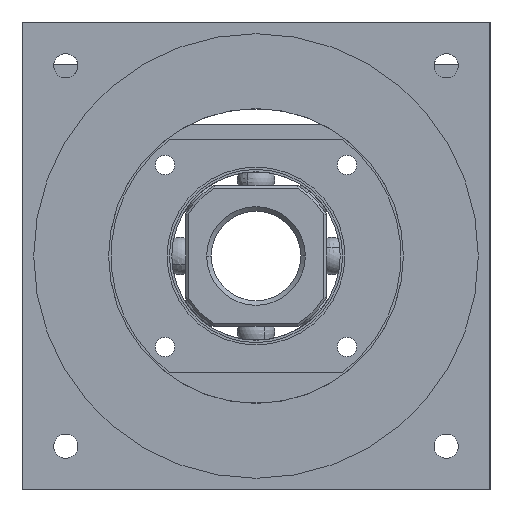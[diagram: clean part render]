
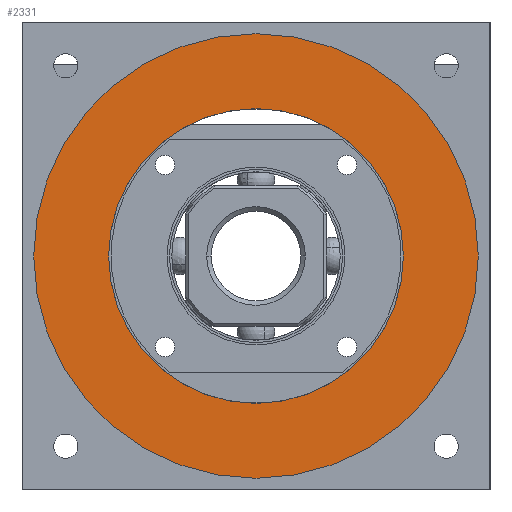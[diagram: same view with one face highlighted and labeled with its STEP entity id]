
A CAD part, left-side view. The second image highlights one B-rep face of the part: STEP entity #2331.
In plain terms, the highlighted planar face has unit normal (-1, 0, 0).
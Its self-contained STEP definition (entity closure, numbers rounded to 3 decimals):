
#1397=CARTESIAN_POINT('Axis2P3D Location',(20.,0.,0.)) ;
#1401=CARTESIAN_POINT('Vertex',(20.,31.5,0.)) ;
#1403=CARTESIAN_POINT('Vertex',(20.,-31.5,0.)) ;
#1495=CARTESIAN_POINT('Axis2P3D Location',(20.,0.,0.)) ;
#1729=CARTESIAN_POINT('Vertex',(20.,-47.5,0.)) ;
#1736=CARTESIAN_POINT('Vertex',(20.,47.5,0.)) ;
#1739=CARTESIAN_POINT('Axis2P3D Location',(20.,0.,0.)) ;
#1751=CARTESIAN_POINT('Axis2P3D Location',(20.,0.,0.)) ;
#2318=CARTESIAN_POINT('Axis2P3D Location',(20.,0.,0.)) ;
#1398=DIRECTION('Axis2P3D Direction',(-1.,0.,0.)) ;
#1496=DIRECTION('Axis2P3D Direction',(-1.,0.,0.)) ;
#1740=DIRECTION('Axis2P3D Direction',(-1.,0.,0.)) ;
#1752=DIRECTION('Axis2P3D Direction',(-1.,0.,0.)) ;
#2319=DIRECTION('Axis2P3D Direction',(-1.,0.,0.)) ;
#2320=DIRECTION('Axis2P3D XDirection',(0.,-1.,0.)) ;
#1399=AXIS2_PLACEMENT_3D('Circle Axis2P3D',#1397,#1398,$) ;
#1497=AXIS2_PLACEMENT_3D('Circle Axis2P3D',#1495,#1496,$) ;
#1741=AXIS2_PLACEMENT_3D('Circle Axis2P3D',#1739,#1740,$) ;
#1753=AXIS2_PLACEMENT_3D('Circle Axis2P3D',#1751,#1752,$) ;
#2321=AXIS2_PLACEMENT_3D('Plane Axis2P3D',#2318,#2319,#2320) ;
#2324=ORIENTED_EDGE('',*,*,#1743,.T.) ;
#2325=ORIENTED_EDGE('',*,*,#1755,.T.) ;
#2328=ORIENTED_EDGE('',*,*,#1499,.F.) ;
#2329=ORIENTED_EDGE('',*,*,#1405,.F.) ;
#2330=FACE_BOUND('',#2327,.T.) ;
#2331=ADVANCED_FACE('\X2\96F64EF651E04F554F53\X0\',(#2326,#2330),#2322,.T.) ;
#1400=CIRCLE('generated circle',#1399,31.5) ;
#1498=CIRCLE('generated circle',#1497,31.5) ;
#1742=CIRCLE('generated circle',#1741,47.5) ;
#1754=CIRCLE('generated circle',#1753,47.5) ;
#1405=EDGE_CURVE('',#1402,#1404,#1400,.T.) ;
#1499=EDGE_CURVE('',#1404,#1402,#1498,.T.) ;
#1743=EDGE_CURVE('',#1730,#1737,#1742,.T.) ;
#1755=EDGE_CURVE('',#1737,#1730,#1754,.T.) ;
#2323=EDGE_LOOP('',(#2324,#2325)) ;
#2327=EDGE_LOOP('',(#2328,#2329)) ;
#2326=FACE_OUTER_BOUND('',#2323,.T.) ;
#2322=PLANE('Plane',#2321) ;
#1402=VERTEX_POINT('',#1401) ;
#1404=VERTEX_POINT('',#1403) ;
#1730=VERTEX_POINT('',#1729) ;
#1737=VERTEX_POINT('',#1736) ;
